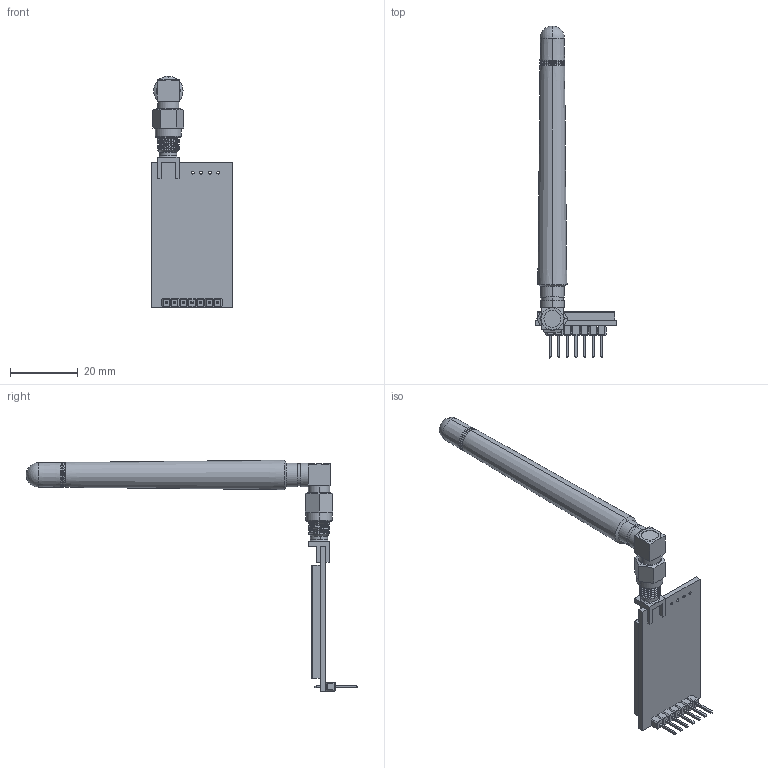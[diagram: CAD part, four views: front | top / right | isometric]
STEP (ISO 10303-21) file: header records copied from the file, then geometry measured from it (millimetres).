
FILE_DESCRIPTION (( 'STEP AP214' ), '1' );
FILE_NAME ('E32-868T30D_Assembly_with_SPI_Header_and_Antenna.STEP', '2021-12-12T22:29:28', ( 'Doðukan' ), ( '' ), 'SwSTEP 2.0', 'SolidWorks 2019', '' );
FILE_SCHEMA (( 'AUTOMOTIVE_DESIGN' ));
Length unit declared in the file: millimetre
Products named in the file (5): Antenna 868__F___ _________; Pin Header 1x7 TH Pitch 2.54mm.stp_Varsay考an; E32-868T30D_Assembly_with_SPI_Header_and_Antenna; Board_Varsay考an; SMA-K Connector_Varsay考an
Assembly tree (4 placements, depth 2):
  E32-868T30D_Assembly_with_SPI_Header_and_Antenna
    Board_Varsay考an
    SMA-K Connector_Varsay考an
    Pin Header 1x7 TH Pitch 2.54mm.stp_Varsay考an
    Antenna 868__F___ _________
Bounding box: 24 x 98.08 x 68.5 mm (x, y, z)
Volume: 8667.1 mm3; surface area: 6358.2 mm2
Topology: 3 solids, 11 shells, 469 faces, 1210 edges, 778 vertices
Faces by surface type: plane 295, cylinder 84, cone 40, bspline 30, torus 18, sphere 2
Entity records: 17981 total; most frequent: CARTESIAN_POINT 6387, ORIENTED_EDGE 2416, DIRECTION 1529, EDGE_CURVE 1208, VERTEX_POINT 778, B_SPLINE_CURVE_WITH_KNOTS 772, AXIS2_PLACEMENT_3D 651, EDGE_LOOP 522
